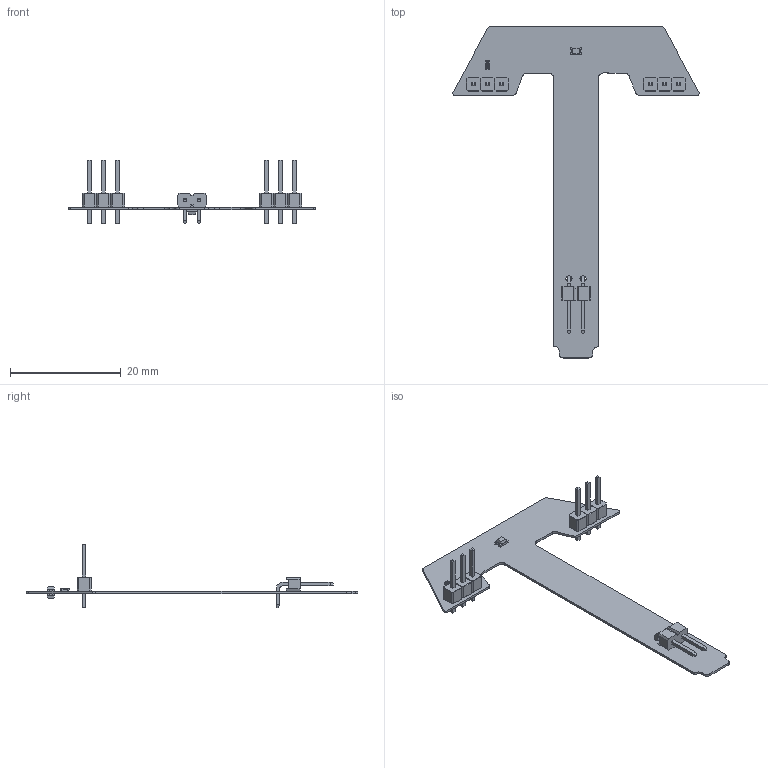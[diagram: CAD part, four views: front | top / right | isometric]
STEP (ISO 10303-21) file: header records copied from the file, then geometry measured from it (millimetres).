
FILE_DESCRIPTION(('Open CASCADE Model'),'2;1');
FILE_NAME('Open CASCADE Shape Model','2020-05-01T11:24:12',('Author'),( 'Open CASCADE'),'Open CASCADE STEP processor 6.8','Open CASCADE 6.8' ,'Unknown');
FILE_SCHEMA(('AUTOMOTIVE_DESIGN { 1 0 10303 214 1 1 1 1 }'));
Length unit declared in the file: millimetre
Products named in the file (15): PCB; Board; VD?; LED_0805_-_BLUE; X?; pcb_connector_890-70-002-20-001101; R?; chip_0603_r; PLS-3; PLS-1; ïðÿìîé_øòûðü; îñíîâàíèå
Assembly tree (18 placements, depth 5):
  PCB
    Board
    VD?
      LED_0805_-_BLUE
    X?
      pcb_connector_890-70-002-20-001101
    R?
      chip_0603_r
    VD?
      LED_0805_-_BLUE
    X?
      PLS-3
        PLS-1  x3
          ïðÿìîé_øòûðü
          îñíîâàíèå
    X?
      PLS-3
        PLS-1  x3
          ïðÿìîé_øòûðü
          îñíîâàíèå
Bounding box: 44.51 x 60 x 11.54 mm (x, y, z)
Volume: 486.1 mm3; surface area: 2270.7 mm2
Topology: 23 solids, 23 shells, 561 faces, 1333 edges, 814 vertices
Faces by surface type: plane 458, cylinder 54, bspline 49
Full cylindrical faces by diameter (mm): 1.1 x8
Entity records: 12667 total; most frequent: CARTESIAN_POINT 4570, ORIENTED_EDGE 1458, DIRECTION 1241, EDGE_CURVE 729, LINE 543, VECTOR 543, VERTEX_POINT 458, AXIS2_PLACEMENT_3D 349
